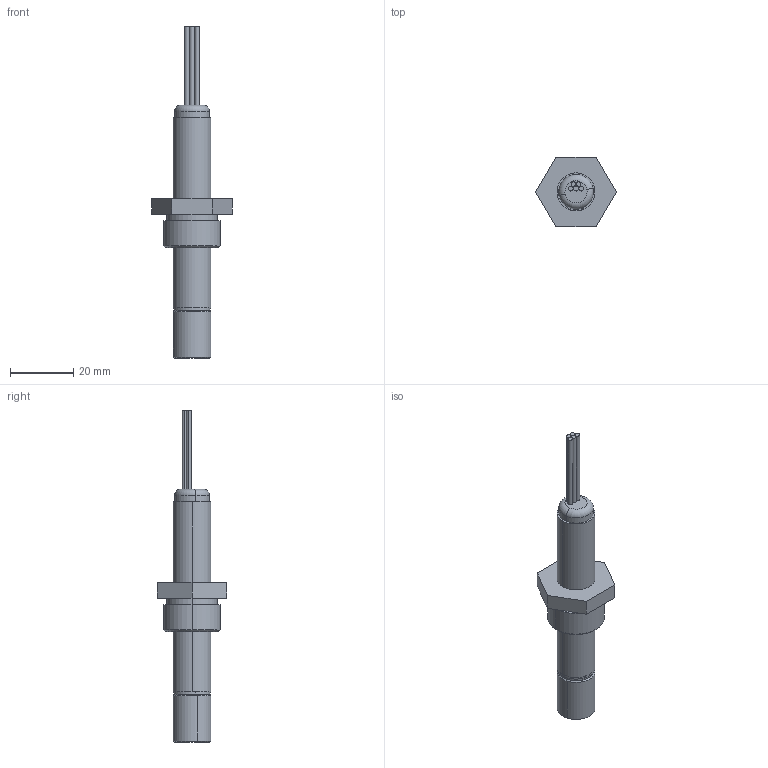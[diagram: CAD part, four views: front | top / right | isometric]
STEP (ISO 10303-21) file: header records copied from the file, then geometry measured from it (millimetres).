
FILE_DESCRIPTION (( 'STEP AP203' ), '1' );
FILE_NAME ('O2S-FR-T2-18B-XXX.STEP', '2019-02-11T08:57:04', ( '' ), ( '' ), 'SwSTEP 2.0', 'SolidWorks 2018', '' );
FILE_SCHEMA (( 'CONFIG_CONTROL_DESIGN' ));
Length unit declared in the file: millimetre
Products named in the file (1): O2S-FR-T2-18B-XXX
Bounding box: 25.4 x 22 x 104.9 mm (x, y, z)
Volume: 12050.1 mm3; surface area: 4884.4 mm2
Topology: 1 solids, 2 shells, 59 faces, 122 edges, 78 vertices
Faces by surface type: cylinder 26, plane 21, cone 10, torus 2
Entity records: 1663 total; most frequent: DIRECTION 310, CARTESIAN_POINT 260, ORIENTED_EDGE 244, AXIS2_PLACEMENT_3D 128, EDGE_CURVE 122, VERTEX_POINT 78, EDGE_LOOP 72, CIRCLE 68
